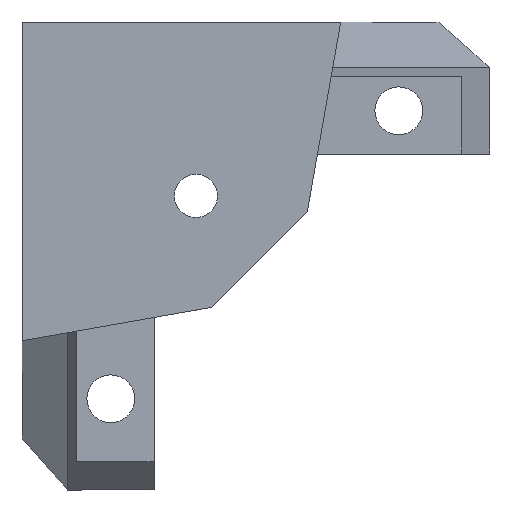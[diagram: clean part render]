
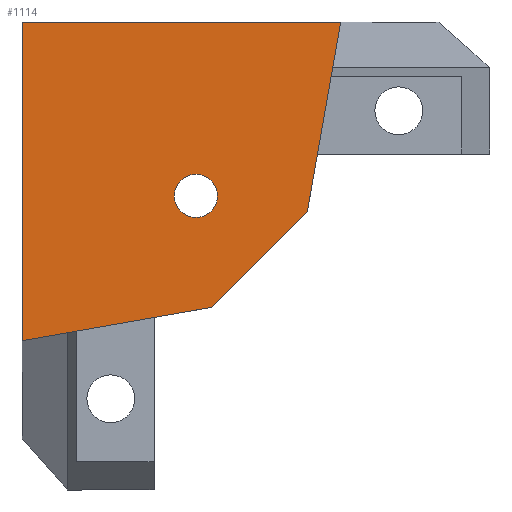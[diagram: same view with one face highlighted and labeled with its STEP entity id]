
A CAD part, front view. The second image highlights one B-rep face of the part: STEP entity #1114.
In plain terms, the highlighted planar face has unit normal (0, -1, 0).
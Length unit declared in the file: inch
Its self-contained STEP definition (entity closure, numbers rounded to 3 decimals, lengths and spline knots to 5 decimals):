
#1 = CARTESIAN_POINT ( 'NONE',  ( 0.064, 0., -0.159 ) ) ;
#25 = ORIENTED_EDGE ( 'NONE', *, *, #567, .F. ) ;
#48 = ORIENTED_EDGE ( 'NONE', *, *, #1701, .F. ) ;
#69 = DIRECTION ( 'NONE',  ( 0., 0., -1. ) ) ;
#98 = AXIS2_PLACEMENT_3D ( 'NONE', #1823, #1625, #69 ) ;
#105 = CARTESIAN_POINT ( 'NONE',  ( 0.1307, 0., -0.55352 ) ) ;
#116 = LINE ( 'NONE', #2501, #2146 ) ;
#156 = CARTESIAN_POINT ( 'NONE',  ( 0.55352, 0., -0.1307 ) ) ;
#168 = VERTEX_POINT ( 'NONE', #679 ) ;
#225 = DIRECTION ( 'NONE',  ( -0.174, 0., -0.985 ) ) ;
#255 = VECTOR ( 'NONE', #225, 39.37008 ) ;
#265 = DIRECTION ( 'NONE',  ( 0., -1., 0. ) ) ;
#341 = VERTEX_POINT ( 'NONE', #1486 ) ;
#344 = LINE ( 'NONE', #1772, #1853 ) ;
#490 = DIRECTION ( 'NONE',  ( -0.985, 0., -0.174 ) ) ;
#494 = CARTESIAN_POINT ( 'NONE',  ( -0.7, 0., 0.7 ) ) ;
#567 = EDGE_CURVE ( 'NONE', #2346, #747, #787, .T. ) ;
#587 = VERTEX_POINT ( 'NONE', #2399 ) ;
#679 = CARTESIAN_POINT ( 'NONE',  ( 0.1307, 0., -0.55352 ) ) ;
#693 = CARTESIAN_POINT ( 'NONE',  ( -0.7, 0., 0.7 ) ) ;
#696 = CARTESIAN_POINT ( 'NONE',  ( 0.55352, 0., -0.1307 ) ) ;
#706 = VECTOR ( 'NONE', #1700, 39.37008 ) ;
#747 = VERTEX_POINT ( 'NONE', #1 ) ;
#749 = EDGE_LOOP ( 'NONE', ( #48, #859, #1459, #1329, #1340 ) ) ;
#787 = CIRCLE ( 'NONE', #1466, 0.095 ) ;
#815 = FACE_OUTER_BOUND ( 'NONE', #749, .T. ) ;
#859 = ORIENTED_EDGE ( 'NONE', *, *, #904, .F. ) ;
#862 = LINE ( 'NONE', #494, #706 ) ;
#904 = EDGE_CURVE ( 'NONE', #587, #1207, #862, .T. ) ;
#908 = EDGE_CURVE ( 'NONE', #341, #2303, #2076, .T. ) ;
#935 = VECTOR ( 'NONE', #2543, 39.37008 ) ;
#1013 = AXIS2_PLACEMENT_3D ( 'NONE', #1311, #2549, #1902 ) ;
#1114 = ADVANCED_FACE ( 'NONE', ( #815, #1461 ), #1241, .T. ) ;
#1141 = DIRECTION ( 'NONE',  ( 1., 0., 0. ) ) ;
#1207 = VERTEX_POINT ( 'NONE', #693 ) ;
#1241 = PLANE ( 'NONE',  #98 ) ;
#1311 = CARTESIAN_POINT ( 'NONE',  ( 0.064, 0., -0.064 ) ) ;
#1329 = ORIENTED_EDGE ( 'NONE', *, *, #1528, .F. ) ;
#1340 = ORIENTED_EDGE ( 'NONE', *, *, #908, .F. ) ;
#1457 = CARTESIAN_POINT ( 'NONE',  ( 0.064, 0., -0.064 ) ) ;
#1459 = ORIENTED_EDGE ( 'NONE', *, *, #1608, .F. ) ;
#1461 = FACE_BOUND ( 'NONE', #2552, .T. ) ;
#1466 = AXIS2_PLACEMENT_3D ( 'NONE', #1457, #265, #1729 ) ;
#1486 = CARTESIAN_POINT ( 'NONE',  ( 0.7, 0., 0.7 ) ) ;
#1528 = EDGE_CURVE ( 'NONE', #2303, #168, #1705, .T. ) ;
#1608 = EDGE_CURVE ( 'NONE', #168, #587, #116, .T. ) ;
#1625 = DIRECTION ( 'NONE',  ( 0., -1., 0. ) ) ;
#1700 = DIRECTION ( 'NONE',  ( 0., 0., 1. ) ) ;
#1701 = EDGE_CURVE ( 'NONE', #1207, #341, #344, .T. ) ;
#1705 = LINE ( 'NONE', #105, #935 ) ;
#1729 = DIRECTION ( 'NONE',  ( 0., 0., -1. ) ) ;
#1772 = CARTESIAN_POINT ( 'NONE',  ( -0.7, 0., 0.7 ) ) ;
#1823 = CARTESIAN_POINT ( 'NONE',  ( 0., 0., 0. ) ) ;
#1853 = VECTOR ( 'NONE', #1141, 39.37008 ) ;
#1902 = DIRECTION ( 'NONE',  ( 0., 0., -1. ) ) ;
#1939 = CIRCLE ( 'NONE', #1013, 0.095 ) ;
#2076 = LINE ( 'NONE', #696, #255 ) ;
#2146 = VECTOR ( 'NONE', #490, 39.37008 ) ;
#2160 = ORIENTED_EDGE ( 'NONE', *, *, #2294, .F. ) ;
#2294 = EDGE_CURVE ( 'NONE', #747, #2346, #1939, .T. ) ;
#2303 = VERTEX_POINT ( 'NONE', #156 ) ;
#2311 = CARTESIAN_POINT ( 'NONE',  ( 0.064, 0., 0.031 ) ) ;
#2346 = VERTEX_POINT ( 'NONE', #2311 ) ;
#2399 = CARTESIAN_POINT ( 'NONE',  ( -0.7, 0., -0.7 ) ) ;
#2501 = CARTESIAN_POINT ( 'NONE',  ( -0.7, 0., -0.7 ) ) ;
#2543 = DIRECTION ( 'NONE',  ( -0.707, 0., -0.707 ) ) ;
#2549 = DIRECTION ( 'NONE',  ( 0., -1., 0. ) ) ;
#2552 = EDGE_LOOP ( 'NONE', ( #2160, #25 ) ) ;
